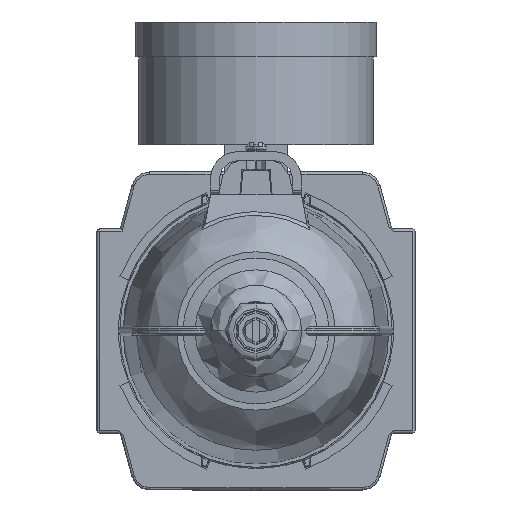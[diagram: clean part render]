
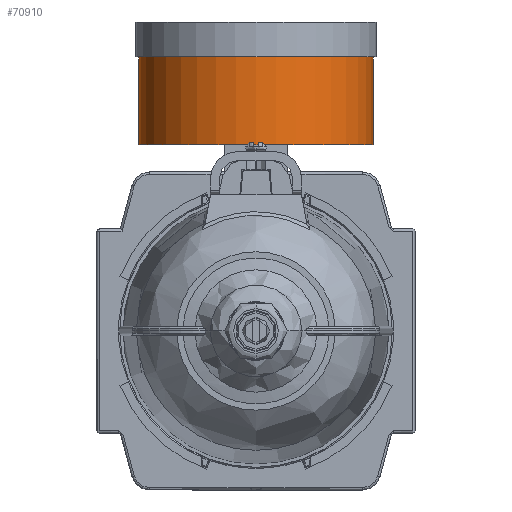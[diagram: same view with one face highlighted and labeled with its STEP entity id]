
A CAD part, front view. The second image highlights one B-rep face of the part: STEP entity #70910.
In plain terms, the highlighted cylindrical face has radius 25.8 mm (diameter 51.6 mm), a partial arc.
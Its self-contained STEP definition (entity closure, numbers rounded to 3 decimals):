
#3094 = CIRCLE ( 'NONE', #47109, 25.8 ) ;
#6964 = DIRECTION ( 'NONE',  ( 0., 0., 1. ) ) ;
#8411 = CYLINDRICAL_SURFACE ( 'NONE', #75510, 25.8 ) ;
#14107 = DIRECTION ( 'NONE',  ( 0., 0., 1. ) ) ;
#21764 = ORIENTED_EDGE ( 'NONE', *, *, #91002, .F. ) ;
#21895 = CARTESIAN_POINT ( 'NONE',  ( 25.8, 0., -7.7 ) ) ;
#22478 = LINE ( 'NONE', #37089, #63956 ) ;
#22664 = EDGE_CURVE ( 'NONE', #80333, #98801, #66343, .T. ) ;
#25203 = CARTESIAN_POINT ( 'NONE',  ( 0., 0., -27. ) ) ;
#26743 = VERTEX_POINT ( 'NONE', #57475 ) ;
#26787 = ORIENTED_EDGE ( 'NONE', *, *, #22664, .F. ) ;
#27872 = CARTESIAN_POINT ( 'NONE',  ( -25.8, 0., -27. ) ) ;
#33517 = DIRECTION ( 'NONE',  ( 1., 0., 0. ) ) ;
#37089 = CARTESIAN_POINT ( 'NONE',  ( 25.8, 0., -27. ) ) ;
#37093 = LINE ( 'NONE', #48064, #100488 ) ;
#38124 = FACE_OUTER_BOUND ( 'NONE', #86863, .T. ) ;
#47109 = AXIS2_PLACEMENT_3D ( 'NONE', #25203, #83071, #33517 ) ;
#48064 = CARTESIAN_POINT ( 'NONE',  ( -25.8, 0., -27. ) ) ;
#52265 = EDGE_CURVE ( 'NONE', #102962, #98801, #37093, .T. ) ;
#56389 = DIRECTION ( 'NONE',  ( 0., 0., 1. ) ) ;
#57475 = CARTESIAN_POINT ( 'NONE',  ( 25.8, 0., -27. ) ) ;
#63719 = CARTESIAN_POINT ( 'NONE',  ( 0., 0., -7.7 ) ) ;
#63956 = VECTOR ( 'NONE', #86681, 1000. ) ;
#66343 = CIRCLE ( 'NONE', #94184, 25.8 ) ;
#70910 = ADVANCED_FACE ( 'NONE', ( #38124 ), #8411, .T. ) ;
#71746 = EDGE_CURVE ( 'NONE', #26743, #102962, #3094, .T. ) ;
#72076 = DIRECTION ( 'NONE',  ( 1., 0., 0. ) ) ;
#75510 = AXIS2_PLACEMENT_3D ( 'NONE', #97669, #6964, #106328 ) ;
#78671 = ORIENTED_EDGE ( 'NONE', *, *, #52265, .T. ) ;
#80333 = VERTEX_POINT ( 'NONE', #21895 ) ;
#83071 = DIRECTION ( 'NONE',  ( 0., 0., 1. ) ) ;
#86681 = DIRECTION ( 'NONE',  ( 0., 0., 1. ) ) ;
#86863 = EDGE_LOOP ( 'NONE', ( #104663, #78671, #26787, #21764 ) ) ;
#91002 = EDGE_CURVE ( 'NONE', #26743, #80333, #22478, .T. ) ;
#92754 = CARTESIAN_POINT ( 'NONE',  ( -25.8, 0., -7.7 ) ) ;
#94184 = AXIS2_PLACEMENT_3D ( 'NONE', #63719, #14107, #72076 ) ;
#97669 = CARTESIAN_POINT ( 'NONE',  ( 0., 0., -27. ) ) ;
#98801 = VERTEX_POINT ( 'NONE', #92754 ) ;
#100488 = VECTOR ( 'NONE', #56389, 1000. ) ;
#102962 = VERTEX_POINT ( 'NONE', #27872 ) ;
#104663 = ORIENTED_EDGE ( 'NONE', *, *, #71746, .T. ) ;
#106328 = DIRECTION ( 'NONE',  ( 1., 0., 0. ) ) ;
